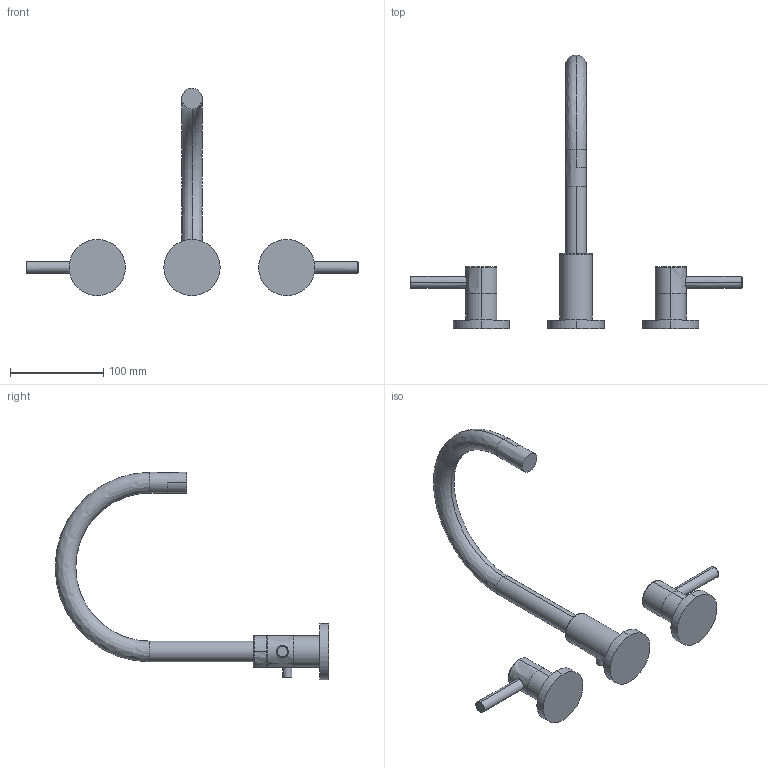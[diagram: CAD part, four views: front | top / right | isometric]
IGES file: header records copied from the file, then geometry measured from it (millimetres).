
Start section:  PTC IGES file: 1500.igs
Global section: file name: 1500.igs; native system: Creo Parametric by PTC Inc.; preprocessor: 2018400; author: jinson.thomas; organization: Unknown; date: 20201126.144428; units: inch
Bounding box: 355.92 x 293.48 x 222.28 mm (x, y, z)
Volume: 432849.2 mm3; surface area: 77639.6 mm2
Topology: 3 solids, 3 shells, 53 faces, 108 edges, 70 vertices
Faces by surface type: revolution 38, bspline 15
